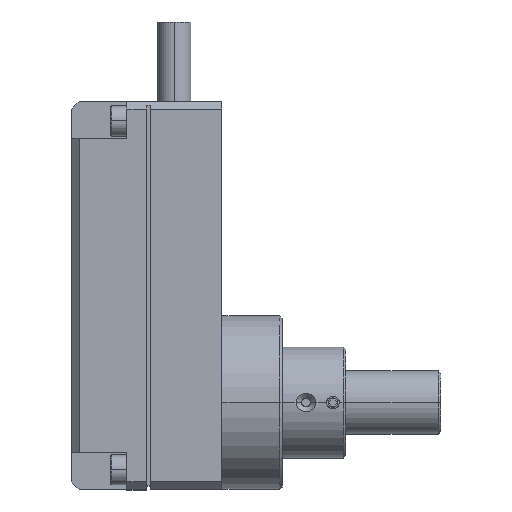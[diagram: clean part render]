
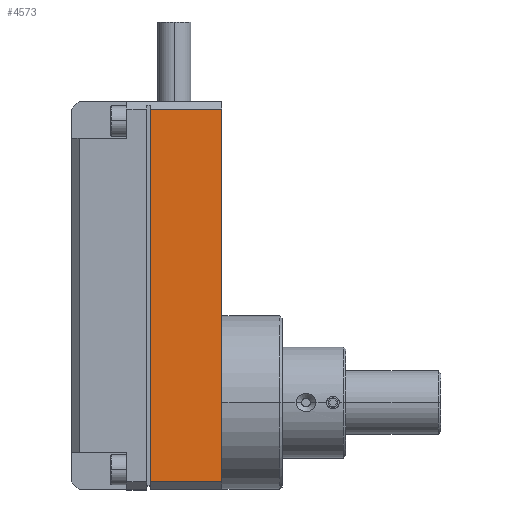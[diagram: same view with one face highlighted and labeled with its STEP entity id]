
A CAD part, top view. The second image highlights one B-rep face of the part: STEP entity #4573.
In plain terms, the highlighted planar face has unit normal (0, 0, 1).
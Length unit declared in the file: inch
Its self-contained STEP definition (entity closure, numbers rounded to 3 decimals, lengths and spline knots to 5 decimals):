
#127 = DIRECTION ( 'NONE',  ( 0., -1., 0. ) ) ;
#199 = VECTOR ( 'NONE', #4689, 39.37008 ) ;
#264 = ORIENTED_EDGE ( 'NONE', *, *, #3831, .T. ) ;
#484 = VERTEX_POINT ( 'NONE', #3860 ) ;
#584 = DIRECTION ( 'NONE',  ( 1., 0., 0. ) ) ;
#729 = PLANE ( 'NONE',  #2532 ) ;
#888 = EDGE_LOOP ( 'NONE', ( #3835, #2789, #3319, #264 ) ) ;
#1003 = CARTESIAN_POINT ( 'NONE',  ( -0.74803, 1.88976, 0.43307 ) ) ;
#1112 = CARTESIAN_POINT ( 'NONE',  ( 0., 0.03937, 0.43307 ) ) ;
#1193 = VECTOR ( 'NONE', #2927, 39.37008 ) ;
#1442 = VECTOR ( 'NONE', #127, 39.37008 ) ;
#1522 = VERTEX_POINT ( 'NONE', #1112 ) ;
#1712 = VECTOR ( 'NONE', #584, 39.37008 ) ;
#2175 = LINE ( 'NONE', #3633, #1193 ) ;
#2199 = CARTESIAN_POINT ( 'NONE',  ( -0.74803, 1.88976, 0.43307 ) ) ;
#2411 = LINE ( 'NONE', #4181, #1442 ) ;
#2532 = AXIS2_PLACEMENT_3D ( 'NONE', #2199, #3683, #2636 ) ;
#2636 = DIRECTION ( 'NONE',  ( 1., 0., 0. ) ) ;
#2762 = EDGE_CURVE ( 'NONE', #4644, #4067, #2175, .T. ) ;
#2789 = ORIENTED_EDGE ( 'NONE', *, *, #4211, .T. ) ;
#2927 = DIRECTION ( 'NONE',  ( 0., -1., 0. ) ) ;
#2976 = CARTESIAN_POINT ( 'NONE',  ( -0.35433, 0.03937, 0.43307 ) ) ;
#3029 = EDGE_CURVE ( 'NONE', #484, #1522, #2411, .T. ) ;
#3175 = CARTESIAN_POINT ( 'NONE',  ( -0.35433, 1.88976, 0.43307 ) ) ;
#3209 = LINE ( 'NONE', #3902, #1712 ) ;
#3319 = ORIENTED_EDGE ( 'NONE', *, *, #2762, .T. ) ;
#3633 = CARTESIAN_POINT ( 'NONE',  ( -0.35433, 1.88976, 0.43307 ) ) ;
#3683 = DIRECTION ( 'NONE',  ( 0., 0., 1. ) ) ;
#3775 = FACE_OUTER_BOUND ( 'NONE', #888, .T. ) ;
#3831 = EDGE_CURVE ( 'NONE', #4067, #1522, #3209, .T. ) ;
#3835 = ORIENTED_EDGE ( 'NONE', *, *, #3029, .F. ) ;
#3860 = CARTESIAN_POINT ( 'NONE',  ( 0., 1.88976, 0.43307 ) ) ;
#3902 = CARTESIAN_POINT ( 'NONE',  ( -0.74803, 0.03937, 0.43307 ) ) ;
#3970 = LINE ( 'NONE', #1003, #199 ) ;
#4067 = VERTEX_POINT ( 'NONE', #2976 ) ;
#4181 = CARTESIAN_POINT ( 'NONE',  ( 0., 0., 0.43307 ) ) ;
#4211 = EDGE_CURVE ( 'NONE', #484, #4644, #3970, .T. ) ;
#4573 = ADVANCED_FACE ( 'NONE', ( #3775 ), #729, .T. ) ;
#4644 = VERTEX_POINT ( 'NONE', #3175 ) ;
#4689 = DIRECTION ( 'NONE',  ( -1., 0., 0. ) ) ;
